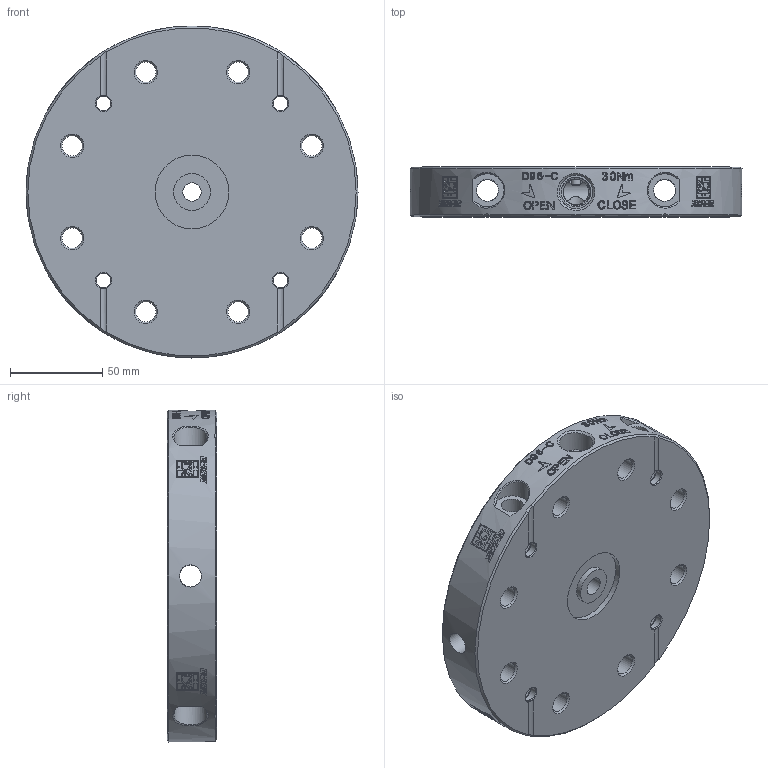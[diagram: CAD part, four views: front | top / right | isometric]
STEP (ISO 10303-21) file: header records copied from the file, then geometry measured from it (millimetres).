
FILE_DESCRIPTION(/* description */ (''),/* implementation_level */ '2;1');
FILE_NAME(/* name */ '',/* time_stamp */ '2025-03-31T18:36:30+08:00',/* author */ (''),/* organization */ (''),/* preprocessor_version */ 'ST-DEVELOPER v11',/* originating_system */ 'SIEMENS PLM Software NX 7.0',/* authorisation */ '');
FILE_SCHEMA (('CONFIG_CONTROL_DESIGN'));
Products named in the file (1): Admi736Ems06
Bounding box: 180 x 27 x 180 mm (x, y, z)
Volume: 551535.5 mm3; surface area: 98301.9 mm2
Topology: 2 solids, 2 shells, 1108 faces, 2932 edges, 1936 vertices
Faces by surface type: plane 466, bspline 384, cylinder 195, cone 51, torus 12
Full cylindrical faces by diameter (mm): 4.2 x4, 5 x2, 6 x1, 8 x4, 10 x2, 11 x9, 12 x11, 14 x9, 18 x16, 18.2 x1, 19 x4, 19.5 x4, 19.7 x4, 20 x5, 40 x1, 180 x1
Entity records: 47606 total; most frequent: CARTESIAN_POINT 27041, ORIENTED_EDGE 5398, EDGE_CURVE 2699, B_SPLINE_CURVE_WITH_KNOTS 2440, DIRECTION 1869, VERTEX_POINT 1851, EDGE_LOOP 1392, ADVANCED_FACE 1099
